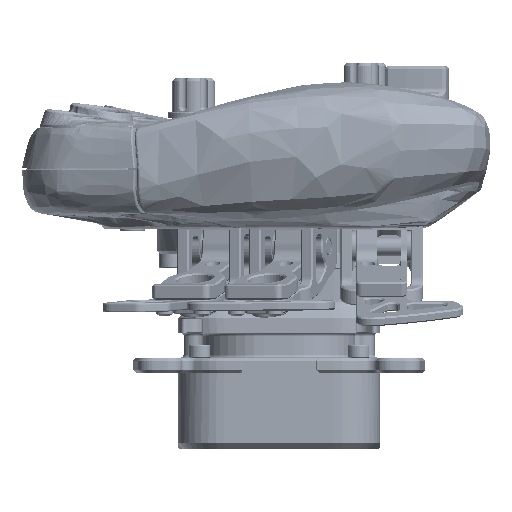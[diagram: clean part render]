
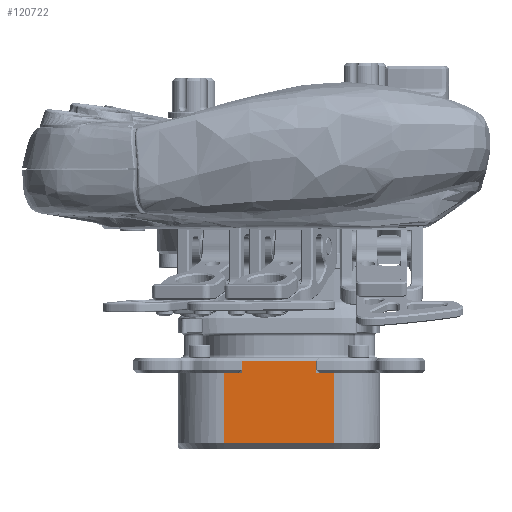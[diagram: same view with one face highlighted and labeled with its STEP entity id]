
A CAD part, left-side view. The second image highlights one B-rep face of the part: STEP entity #120722.
In plain terms, the highlighted planar face has unit normal (-1, 0, 0).
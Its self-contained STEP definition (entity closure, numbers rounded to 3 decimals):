
#2877=PLANE('',#128812);
#8539=FACE_OUTER_BOUND('',#16104,.T.);
#16104=EDGE_LOOP('',(#83173,#83174,#83175,#83176,#83177,#83178,#83179,#83180));
#35562=LINE('',#181608,#42270);
#35566=LINE('',#181621,#42274);
#35593=LINE('',#181685,#42301);
#35797=LINE('',#183077,#42505);
#35908=LINE('',#183472,#42616);
#35912=LINE('',#183479,#42620);
#35913=LINE('',#183481,#42621);
#35922=LINE('',#183497,#42630);
#42270=VECTOR('',#140162,10.);
#42274=VECTOR('',#140174,10.);
#42301=VECTOR('',#140225,10.);
#42505=VECTOR('',#141061,10.);
#42616=VECTOR('',#141526,10.);
#42620=VECTOR('',#141532,10.);
#42621=VECTOR('',#141535,10.);
#42630=VECTOR('',#141554,10.);
#49383=VERTEX_POINT('',#181605);
#49384=VERTEX_POINT('',#181607);
#49389=VERTEX_POINT('',#181619);
#49413=VERTEX_POINT('',#181683);
#49414=VERTEX_POINT('',#181684);
#49641=VERTEX_POINT('',#183075);
#49748=VERTEX_POINT('',#183471);
#49750=VERTEX_POINT('',#183477);
#61915=EDGE_CURVE('',#49384,#49383,#35562,.T.);
#61922=EDGE_CURVE('',#49383,#49389,#35566,.T.);
#61952=EDGE_CURVE('',#49413,#49414,#35593,.T.);
#62342=EDGE_CURVE('',#49413,#49641,#35797,.T.);
#62539=EDGE_CURVE('',#49748,#49414,#35908,.T.);
#62543=EDGE_CURVE('',#49750,#49389,#35912,.T.);
#62544=EDGE_CURVE('',#49750,#49748,#35913,.T.);
#62553=EDGE_CURVE('',#49641,#49384,#35922,.T.);
#83173=ORIENTED_EDGE('',*,*,#62543,.F.);
#83174=ORIENTED_EDGE('',*,*,#62544,.T.);
#83175=ORIENTED_EDGE('',*,*,#62539,.T.);
#83176=ORIENTED_EDGE('',*,*,#61952,.F.);
#83177=ORIENTED_EDGE('',*,*,#62342,.T.);
#83178=ORIENTED_EDGE('',*,*,#62553,.T.);
#83179=ORIENTED_EDGE('',*,*,#61915,.T.);
#83180=ORIENTED_EDGE('',*,*,#61922,.T.);
#120722=ADVANCED_FACE('',(#8539),#2877,.T.);
#128812=AXIS2_PLACEMENT_3D('',#183496,#141552,#141553);
#140162=DIRECTION('',(0.,1.,0.));
#140174=DIRECTION('',(0.,0.,1.));
#140225=DIRECTION('',(0.,0.,1.));
#141061=DIRECTION('',(0.,-1.,0.));
#141526=DIRECTION('',(0.,1.,0.));
#141532=DIRECTION('',(0.,-1.,0.));
#141535=DIRECTION('',(0.,0.,-1.));
#141552=DIRECTION('center_axis',(-1.,0.,0.));
#141553=DIRECTION('ref_axis',(0.,-1.,0.));
#141554=DIRECTION('',(0.,0.,1.));
#181605=CARTESIAN_POINT('',(-30.,-12.,-67.));
#181607=CARTESIAN_POINT('',(-30.,-18.,-67.));
#181608=CARTESIAN_POINT('',(-30.,-2.25,-67.));
#181619=CARTESIAN_POINT('',(-30.,-12.,-63.));
#181621=CARTESIAN_POINT('',(-30.,-12.,-73.75));
#181683=CARTESIAN_POINT('',(-30.,18.,-90.));
#181684=CARTESIAN_POINT('',(-30.,18.,-67.));
#181685=CARTESIAN_POINT('',(-30.,18.,-85.5));
#183075=CARTESIAN_POINT('',(-30.,-18.,-90.));
#183077=CARTESIAN_POINT('',(-30.,0.,-90.));
#183471=CARTESIAN_POINT('',(-30.,12.,-67.));
#183472=CARTESIAN_POINT('',(-30.,20.25,-67.));
#183477=CARTESIAN_POINT('',(-30.,12.,-63.));
#183479=CARTESIAN_POINT('',(-30.,9.,-63.));
#183481=CARTESIAN_POINT('',(-30.,12.,-73.75));
#183496=CARTESIAN_POINT('Origin',(-30.,18.,-85.5));
#183497=CARTESIAN_POINT('',(-30.,-18.,-85.5));
